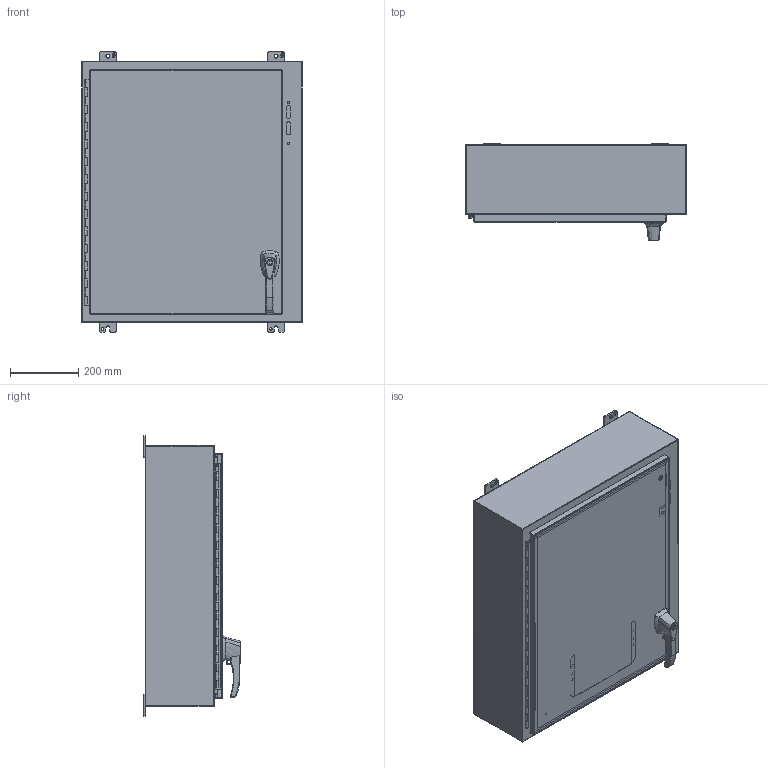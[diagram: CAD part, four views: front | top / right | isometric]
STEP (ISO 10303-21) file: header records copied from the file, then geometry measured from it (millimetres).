
FILE_DESCRIPTION (( 'STEP AP214' ), '1' );
FILE_NAME ('1447SE8HK.STEP', '2020-04-14T11:44:48', ( '' ), ( '' ), 'SwSTEP 2.0', 'SolidWorks 2019', '' );
FILE_SCHEMA (( 'AUTOMOTIVE_DESIGN' ));
Length unit declared in the file: inch
Products named in the file (1): 1447SE8HK
Bounding box: 644.52 x 283.9 x 819.14 mm (x, y, z)
Volume: 4630958.4 mm3; surface area: 4549947.3 mm2
Topology: 39 solids, 40 shells, 1102 faces, 2816 edges, 1819 vertices
Faces by surface type: plane 693, cylinder 338, bspline 44, cone 19, sphere 8
Full cylindrical faces by diameter (mm): 3.967 x2, 4.394 x2, 4.47 x4, 4.763 x1, 4.775 x2, 4.976 x1, 5.461 x2, 5.918 x1, 6.35 x7, 6.502 x1, 6.731 x2, 7.137 x4, 7.937 x4, 7.938 x2, 8.001 x1, 8.128 x1, 8.255 x1, 8.382 x4, 8.484 x1, 8.89 x1, 9.525 x5, 10.008 x1, 10.49 x2, 10.797 x2, 11.049 x1, 11.112 x2, 11.113 x2, 11.989 x1, 12.7 x6, 12.954 x1
Entity records: 51716 total; most frequent: CARTESIAN_POINT 11681, ORIENTED_EDGE 5386, DIRECTION 5267, EDGE_CURVE 2693, VECTOR 1889, LINE 1889, VERTEX_POINT 1814, AXIS2_PLACEMENT_3D 1689
